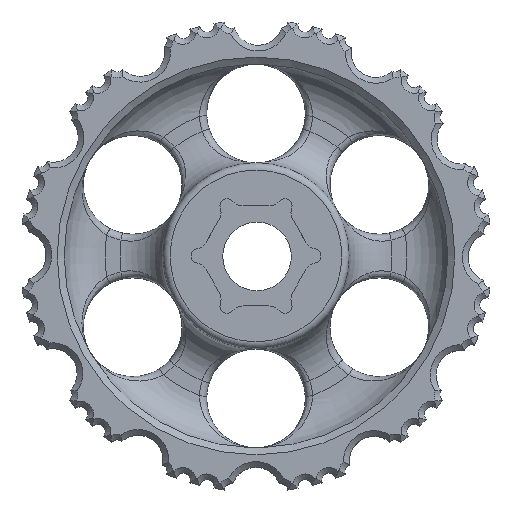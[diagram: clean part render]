
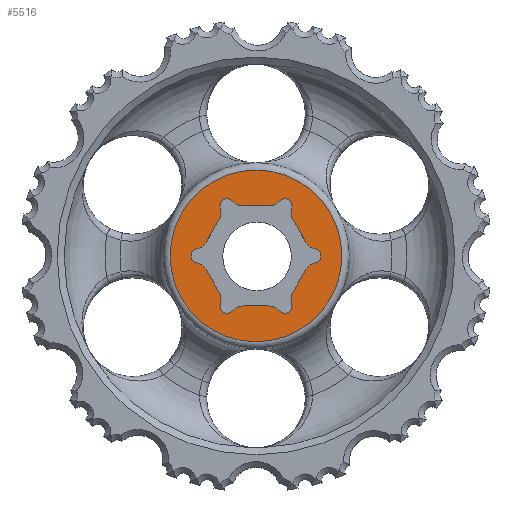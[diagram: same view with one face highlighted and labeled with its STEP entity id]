
A CAD part, top view. The second image highlights one B-rep face of the part: STEP entity #5516.
In plain terms, the highlighted planar face has unit normal (0, 0, 1).
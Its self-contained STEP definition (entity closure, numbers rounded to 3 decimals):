
#140=FACE_BOUND('',#1113,.T.);
#151=LINE('',#10600,#298);
#152=LINE('',#10608,#299);
#153=LINE('',#10616,#300);
#154=LINE('',#10624,#301);
#155=LINE('',#10632,#302);
#156=LINE('',#10640,#303);
#298=VECTOR('',#6960,10.);
#299=VECTOR('',#6967,10.);
#300=VECTOR('',#6974,10.);
#301=VECTOR('',#6981,10.);
#302=VECTOR('',#6988,10.);
#303=VECTOR('',#6995,10.);
#650=PLANE('',#5970);
#732=FACE_OUTER_BOUND('',#1112,.T.);
#1112=EDGE_LOOP('',(#3854));
#1113=EDGE_LOOP('',(#3855,#3856,#3857,#3858,#3859,#3860,#3861,#3862,#3863,
#3864,#3865,#3866,#3867,#3868,#3869,#3870,#3871,#3872,#3873,#3874,#3875,
#3876,#3877,#3878));
#1772=CIRCLE('',#5964,6.);
#1778=CIRCLE('',#5971,1.);
#1779=CIRCLE('',#5972,1.);
#1780=CIRCLE('',#5973,0.5);
#1781=CIRCLE('',#5974,1.);
#1782=CIRCLE('',#5975,1.);
#1783=CIRCLE('',#5976,0.5);
#1784=CIRCLE('',#5977,1.);
#1785=CIRCLE('',#5978,1.);
#1786=CIRCLE('',#5979,0.5);
#1787=CIRCLE('',#5980,1.);
#1788=CIRCLE('',#5981,1.);
#1789=CIRCLE('',#5982,0.5);
#1790=CIRCLE('',#5983,1.);
#1791=CIRCLE('',#5984,1.);
#1792=CIRCLE('',#5985,0.5);
#1793=CIRCLE('',#5986,1.);
#1794=CIRCLE('',#5987,1.);
#1795=CIRCLE('',#5988,0.5);
#2287=VERTEX_POINT('',#10587);
#2289=VERTEX_POINT('',#10596);
#2290=VERTEX_POINT('',#10597);
#2291=VERTEX_POINT('',#10599);
#2292=VERTEX_POINT('',#10601);
#2293=VERTEX_POINT('',#10603);
#2294=VERTEX_POINT('',#10605);
#2295=VERTEX_POINT('',#10607);
#2296=VERTEX_POINT('',#10609);
#2297=VERTEX_POINT('',#10611);
#2298=VERTEX_POINT('',#10613);
#2299=VERTEX_POINT('',#10615);
#2300=VERTEX_POINT('',#10617);
#2301=VERTEX_POINT('',#10619);
#2302=VERTEX_POINT('',#10621);
#2303=VERTEX_POINT('',#10623);
#2304=VERTEX_POINT('',#10625);
#2305=VERTEX_POINT('',#10627);
#2306=VERTEX_POINT('',#10629);
#2307=VERTEX_POINT('',#10631);
#2308=VERTEX_POINT('',#10633);
#2309=VERTEX_POINT('',#10635);
#2310=VERTEX_POINT('',#10637);
#2311=VERTEX_POINT('',#10639);
#2312=VERTEX_POINT('',#10641);
#2862=EDGE_CURVE('',#2287,#2287,#1772,.T.);
#2868=EDGE_CURVE('',#2289,#2290,#1778,.T.);
#2869=EDGE_CURVE('',#2289,#2291,#151,.T.);
#2870=EDGE_CURVE('',#2292,#2291,#1779,.T.);
#2871=EDGE_CURVE('',#2292,#2293,#1780,.T.);
#2872=EDGE_CURVE('',#2294,#2293,#1781,.T.);
#2873=EDGE_CURVE('',#2294,#2295,#152,.T.);
#2874=EDGE_CURVE('',#2296,#2295,#1782,.T.);
#2875=EDGE_CURVE('',#2296,#2297,#1783,.T.);
#2876=EDGE_CURVE('',#2298,#2297,#1784,.T.);
#2877=EDGE_CURVE('',#2298,#2299,#153,.T.);
#2878=EDGE_CURVE('',#2300,#2299,#1785,.T.);
#2879=EDGE_CURVE('',#2300,#2301,#1786,.T.);
#2880=EDGE_CURVE('',#2302,#2301,#1787,.T.);
#2881=EDGE_CURVE('',#2302,#2303,#154,.T.);
#2882=EDGE_CURVE('',#2304,#2303,#1788,.T.);
#2883=EDGE_CURVE('',#2304,#2305,#1789,.T.);
#2884=EDGE_CURVE('',#2306,#2305,#1790,.T.);
#2885=EDGE_CURVE('',#2306,#2307,#155,.T.);
#2886=EDGE_CURVE('',#2308,#2307,#1791,.T.);
#2887=EDGE_CURVE('',#2308,#2309,#1792,.T.);
#2888=EDGE_CURVE('',#2310,#2309,#1793,.T.);
#2889=EDGE_CURVE('',#2310,#2311,#156,.T.);
#2890=EDGE_CURVE('',#2312,#2311,#1794,.T.);
#2891=EDGE_CURVE('',#2312,#2290,#1795,.T.);
#3854=ORIENTED_EDGE('',*,*,#2862,.F.);
#3855=ORIENTED_EDGE('',*,*,#2868,.F.);
#3856=ORIENTED_EDGE('',*,*,#2869,.T.);
#3857=ORIENTED_EDGE('',*,*,#2870,.F.);
#3858=ORIENTED_EDGE('',*,*,#2871,.T.);
#3859=ORIENTED_EDGE('',*,*,#2872,.F.);
#3860=ORIENTED_EDGE('',*,*,#2873,.T.);
#3861=ORIENTED_EDGE('',*,*,#2874,.F.);
#3862=ORIENTED_EDGE('',*,*,#2875,.T.);
#3863=ORIENTED_EDGE('',*,*,#2876,.F.);
#3864=ORIENTED_EDGE('',*,*,#2877,.T.);
#3865=ORIENTED_EDGE('',*,*,#2878,.F.);
#3866=ORIENTED_EDGE('',*,*,#2879,.T.);
#3867=ORIENTED_EDGE('',*,*,#2880,.F.);
#3868=ORIENTED_EDGE('',*,*,#2881,.T.);
#3869=ORIENTED_EDGE('',*,*,#2882,.F.);
#3870=ORIENTED_EDGE('',*,*,#2883,.T.);
#3871=ORIENTED_EDGE('',*,*,#2884,.F.);
#3872=ORIENTED_EDGE('',*,*,#2885,.T.);
#3873=ORIENTED_EDGE('',*,*,#2886,.F.);
#3874=ORIENTED_EDGE('',*,*,#2887,.T.);
#3875=ORIENTED_EDGE('',*,*,#2888,.F.);
#3876=ORIENTED_EDGE('',*,*,#2889,.T.);
#3877=ORIENTED_EDGE('',*,*,#2890,.F.);
#3878=ORIENTED_EDGE('',*,*,#2891,.T.);
#5516=ADVANCED_FACE('',(#732,#140),#650,.T.);
#5964=AXIS2_PLACEMENT_3D('',#10588,#6944,#6945);
#5970=AXIS2_PLACEMENT_3D('',#10595,#6956,#6957);
#5971=AXIS2_PLACEMENT_3D('',#10598,#6958,#6959);
#5972=AXIS2_PLACEMENT_3D('',#10602,#6961,#6962);
#5973=AXIS2_PLACEMENT_3D('',#10604,#6963,#6964);
#5974=AXIS2_PLACEMENT_3D('',#10606,#6965,#6966);
#5975=AXIS2_PLACEMENT_3D('',#10610,#6968,#6969);
#5976=AXIS2_PLACEMENT_3D('',#10612,#6970,#6971);
#5977=AXIS2_PLACEMENT_3D('',#10614,#6972,#6973);
#5978=AXIS2_PLACEMENT_3D('',#10618,#6975,#6976);
#5979=AXIS2_PLACEMENT_3D('',#10620,#6977,#6978);
#5980=AXIS2_PLACEMENT_3D('',#10622,#6979,#6980);
#5981=AXIS2_PLACEMENT_3D('',#10626,#6982,#6983);
#5982=AXIS2_PLACEMENT_3D('',#10628,#6984,#6985);
#5983=AXIS2_PLACEMENT_3D('',#10630,#6986,#6987);
#5984=AXIS2_PLACEMENT_3D('',#10634,#6989,#6990);
#5985=AXIS2_PLACEMENT_3D('',#10636,#6991,#6992);
#5986=AXIS2_PLACEMENT_3D('',#10638,#6993,#6994);
#5987=AXIS2_PLACEMENT_3D('',#10642,#6996,#6997);
#5988=AXIS2_PLACEMENT_3D('',#10643,#6998,#6999);
#6944=DIRECTION('center_axis',(0.,0.,-1.));
#6945=DIRECTION('ref_axis',(1.,0.,0.));
#6956=DIRECTION('center_axis',(0.,0.,1.));
#6957=DIRECTION('ref_axis',(1.,0.,0.));
#6958=DIRECTION('center_axis',(0.,0.,-1.));
#6959=DIRECTION('ref_axis',(0.995,0.103,0.));
#6960=DIRECTION('',(-0.5,0.866,0.));
#6961=DIRECTION('center_axis',(0.,0.,-1.));
#6962=DIRECTION('ref_axis',(0.586,0.81,0.));
#6963=DIRECTION('center_axis',(0.,0.,-1.));
#6964=DIRECTION('ref_axis',(1.,0.,0.));
#6965=DIRECTION('center_axis',(0.,0.,-1.));
#6966=DIRECTION('ref_axis',(0.586,-0.81,0.));
#6967=DIRECTION('',(0.5,0.866,0.));
#6968=DIRECTION('center_axis',(0.,0.,-1.));
#6969=DIRECTION('ref_axis',(0.995,-0.103,0.));
#6970=DIRECTION('center_axis',(0.,0.,-1.));
#6971=DIRECTION('ref_axis',(1.,0.,0.));
#6972=DIRECTION('center_axis',(0.,0.,-1.));
#6973=DIRECTION('ref_axis',(-0.408,-0.913,0.));
#6974=DIRECTION('',(1.,0.,0.));
#6975=DIRECTION('center_axis',(0.,0.,-1.));
#6976=DIRECTION('ref_axis',(0.408,-0.913,0.));
#6977=DIRECTION('center_axis',(0.,0.,-1.));
#6978=DIRECTION('ref_axis',(1.,0.,0.));
#6979=DIRECTION('center_axis',(0.,0.,-1.));
#6980=DIRECTION('ref_axis',(-0.995,-0.103,0.));
#6981=DIRECTION('',(0.5,-0.866,0.));
#6982=DIRECTION('center_axis',(0.,0.,-1.));
#6983=DIRECTION('ref_axis',(-0.586,-0.81,0.));
#6984=DIRECTION('center_axis',(0.,0.,-1.));
#6985=DIRECTION('ref_axis',(1.,0.,0.));
#6986=DIRECTION('center_axis',(0.,0.,-1.));
#6987=DIRECTION('ref_axis',(-0.586,0.81,0.));
#6988=DIRECTION('',(-0.5,-0.866,0.));
#6989=DIRECTION('center_axis',(0.,0.,-1.));
#6990=DIRECTION('ref_axis',(-0.995,0.103,0.));
#6991=DIRECTION('center_axis',(0.,0.,-1.));
#6992=DIRECTION('ref_axis',(1.,0.,0.));
#6993=DIRECTION('center_axis',(0.,0.,-1.));
#6994=DIRECTION('ref_axis',(0.408,0.913,0.));
#6995=DIRECTION('',(-1.,0.,0.));
#6996=DIRECTION('center_axis',(0.,0.,-1.));
#6997=DIRECTION('ref_axis',(-0.408,0.913,0.));
#6998=DIRECTION('center_axis',(0.,0.,-1.));
#6999=DIRECTION('ref_axis',(1.,0.,0.));
#10587=CARTESIAN_POINT('',(-6.,0.,3.5));
#10588=CARTESIAN_POINT('Origin',(0.,0.,3.5));
#10595=CARTESIAN_POINT('Origin',(0.,0.,3.5));
#10596=CARTESIAN_POINT('',(-2.58,-2.532,3.5));
#10597=CARTESIAN_POINT('',(-2.496,-3.344,3.5));
#10598=CARTESIAN_POINT('Origin',(-3.446,-3.032,3.5));
#10599=CARTESIAN_POINT('',(-3.482,-0.968,3.5));
#10600=CARTESIAN_POINT('',(-4.041,0.,3.5));
#10601=CARTESIAN_POINT('',(-4.144,-0.489,3.5));
#10602=CARTESIAN_POINT('Origin',(-4.348,-1.468,3.5));
#10603=CARTESIAN_POINT('',(-4.144,0.489,3.5));
#10604=CARTESIAN_POINT('Origin',(-4.041,0.,3.5));
#10605=CARTESIAN_POINT('',(-3.482,0.968,3.5));
#10606=CARTESIAN_POINT('Origin',(-4.348,1.468,3.5));
#10607=CARTESIAN_POINT('',(-2.58,2.532,3.5));
#10608=CARTESIAN_POINT('',(-2.021,3.5,3.5));
#10609=CARTESIAN_POINT('',(-2.496,3.344,3.5));
#10610=CARTESIAN_POINT('Origin',(-3.446,3.032,3.5));
#10611=CARTESIAN_POINT('',(-1.648,3.833,3.5));
#10612=CARTESIAN_POINT('Origin',(-2.021,3.5,3.5));
#10613=CARTESIAN_POINT('',(-0.903,3.5,3.5));
#10614=CARTESIAN_POINT('Origin',(-0.903,4.5,3.5));
#10615=CARTESIAN_POINT('',(0.903,3.5,3.5));
#10616=CARTESIAN_POINT('',(2.021,3.5,3.5));
#10617=CARTESIAN_POINT('',(1.648,3.833,3.5));
#10618=CARTESIAN_POINT('Origin',(0.903,4.5,3.5));
#10619=CARTESIAN_POINT('',(2.496,3.344,3.5));
#10620=CARTESIAN_POINT('Origin',(2.021,3.5,3.5));
#10621=CARTESIAN_POINT('',(2.58,2.532,3.5));
#10622=CARTESIAN_POINT('Origin',(3.446,3.032,3.5));
#10623=CARTESIAN_POINT('',(3.482,0.968,3.5));
#10624=CARTESIAN_POINT('',(4.041,0.,3.5));
#10625=CARTESIAN_POINT('',(4.144,0.489,3.5));
#10626=CARTESIAN_POINT('Origin',(4.348,1.468,3.5));
#10627=CARTESIAN_POINT('',(4.144,-0.489,3.5));
#10628=CARTESIAN_POINT('Origin',(4.041,0.,
3.5));
#10629=CARTESIAN_POINT('',(3.482,-0.968,3.5));
#10630=CARTESIAN_POINT('Origin',(4.348,-1.468,3.5));
#10631=CARTESIAN_POINT('',(2.58,-2.532,3.5));
#10632=CARTESIAN_POINT('',(2.021,-3.5,3.5));
#10633=CARTESIAN_POINT('',(2.496,-3.344,3.5));
#10634=CARTESIAN_POINT('Origin',(3.446,-3.032,3.5));
#10635=CARTESIAN_POINT('',(1.648,-3.833,3.5));
#10636=CARTESIAN_POINT('Origin',(2.021,-3.5,3.5));
#10637=CARTESIAN_POINT('',(0.903,-3.5,3.5));
#10638=CARTESIAN_POINT('Origin',(0.903,-4.5,3.5));
#10639=CARTESIAN_POINT('',(-0.903,-3.5,3.5));
#10640=CARTESIAN_POINT('',(-2.021,-3.5,3.5));
#10641=CARTESIAN_POINT('',(-1.648,-3.833,3.5));
#10642=CARTESIAN_POINT('Origin',(-0.903,-4.5,3.5));
#10643=CARTESIAN_POINT('Origin',(-2.021,-3.5,3.5));
